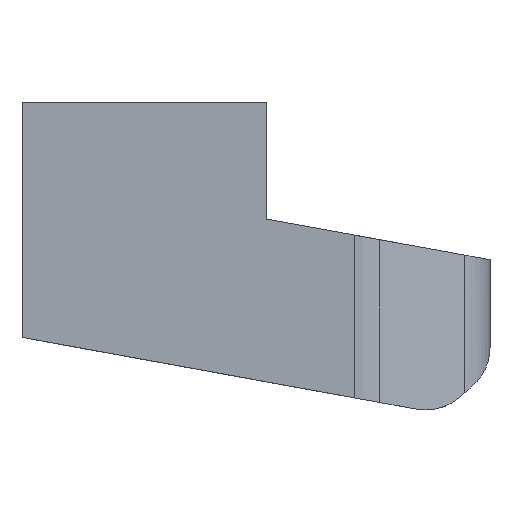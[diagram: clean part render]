
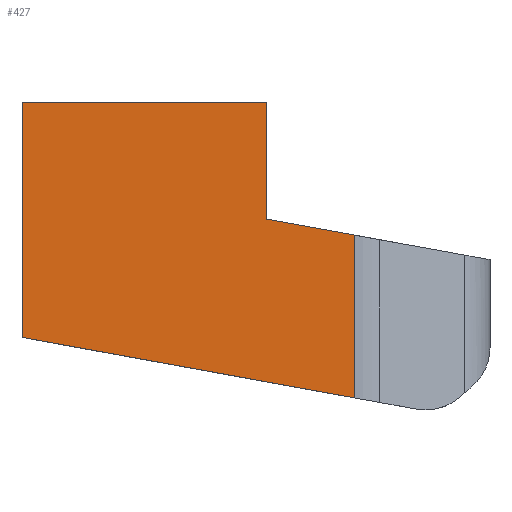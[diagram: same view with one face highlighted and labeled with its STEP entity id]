
A CAD part, left-side view. The second image highlights one B-rep face of the part: STEP entity #427.
In plain terms, the highlighted planar face has unit normal (-1, 0, 0).
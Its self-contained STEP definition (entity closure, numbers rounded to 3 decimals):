
#45=PLANE('',#490);
#68=FACE_OUTER_BOUND('',#95,.T.);
#95=EDGE_LOOP('',(#369,#370,#371,#372,#373,#374));
#105=LINE('',#648,#142);
#113=LINE('',#671,#150);
#132=LINE('',#738,#169);
#133=LINE('',#740,#170);
#134=LINE('',#742,#171);
#135=LINE('',#743,#172);
#142=VECTOR('',#514,10.);
#150=VECTOR('',#534,10.);
#169=VECTOR('',#609,10.);
#170=VECTOR('',#610,10.);
#171=VECTOR('',#611,10.);
#172=VECTOR('',#612,10.);
#195=VERTEX_POINT('',#645);
#196=VERTEX_POINT('',#647);
#205=VERTEX_POINT('',#669);
#225=VERTEX_POINT('',#737);
#226=VERTEX_POINT('',#739);
#227=VERTEX_POINT('',#741);
#234=EDGE_CURVE('',#196,#195,#105,.T.);
#246=EDGE_CURVE('',#205,#195,#113,.T.);
#278=EDGE_CURVE('',#205,#225,#132,.T.);
#279=EDGE_CURVE('',#225,#226,#133,.T.);
#280=EDGE_CURVE('',#226,#227,#134,.T.);
#281=EDGE_CURVE('',#227,#196,#135,.T.);
#369=ORIENTED_EDGE('',*,*,#246,.F.);
#370=ORIENTED_EDGE('',*,*,#278,.T.);
#371=ORIENTED_EDGE('',*,*,#279,.T.);
#372=ORIENTED_EDGE('',*,*,#280,.T.);
#373=ORIENTED_EDGE('',*,*,#281,.T.);
#374=ORIENTED_EDGE('',*,*,#234,.T.);
#427=ADVANCED_FACE('',(#68),#45,.T.);
#490=AXIS2_PLACEMENT_3D('',#736,#607,#608);
#514=DIRECTION('',(0.,-0.984,-0.179));
#534=DIRECTION('',(0.,0.,-1.));
#607=DIRECTION('center_axis',(-1.,0.,0.));
#608=DIRECTION('ref_axis',(0.,0.,1.));
#609=DIRECTION('',(0.,0.984,0.179));
#610=DIRECTION('',(0.,0.,1.));
#611=DIRECTION('',(0.,1.,0.));
#612=DIRECTION('',(0.,0.,-1.));
#645=CARTESIAN_POINT('',(-66.5,-32.66,2.425));
#647=CARTESIAN_POINT('',(-66.5,0.,8.364));
#648=CARTESIAN_POINT('',(-66.5,-46.,0.));
#669=CARTESIAN_POINT('',(-66.5,-32.66,18.425));
#671=CARTESIAN_POINT('',(-66.5,-32.66,15.813));
#736=CARTESIAN_POINT('Origin',(-66.5,-23.,15.75));
#737=CARTESIAN_POINT('',(-66.5,-24.,20.));
#738=CARTESIAN_POINT('',(-66.5,-24.,20.));
#739=CARTESIAN_POINT('',(-66.5,-24.,31.5));
#740=CARTESIAN_POINT('',(-66.5,-24.,31.5));
#741=CARTESIAN_POINT('',(-66.5,0.,31.5));
#742=CARTESIAN_POINT('',(-66.5,0.,31.5));
#743=CARTESIAN_POINT('',(-66.5,0.,8.364));
